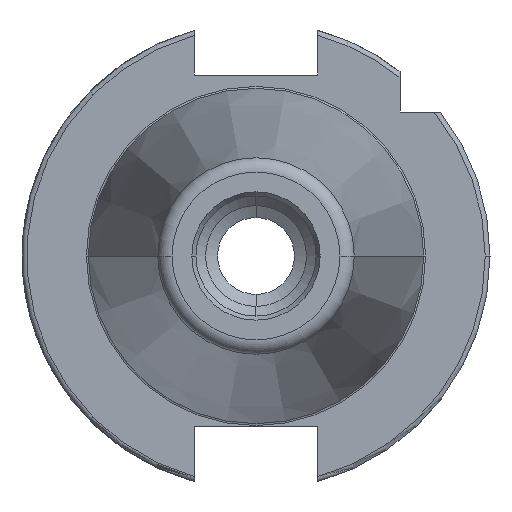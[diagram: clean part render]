
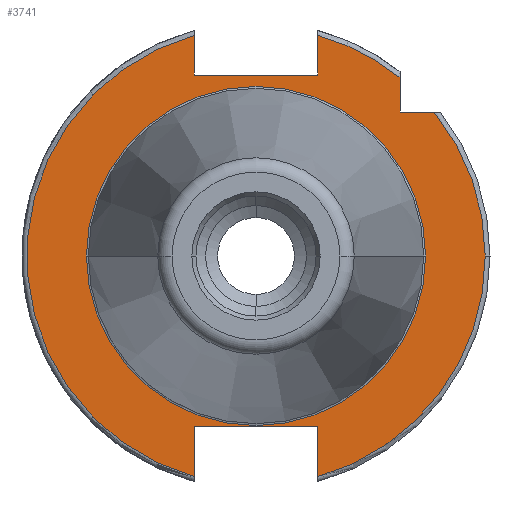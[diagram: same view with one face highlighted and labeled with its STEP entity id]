
A CAD part, left-side view. The second image highlights one B-rep face of the part: STEP entity #3741.
In plain terms, the highlighted planar face has unit normal (-1, 0, 0).
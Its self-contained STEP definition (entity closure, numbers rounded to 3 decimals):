
#24 = DIRECTION ( 'NONE',  ( 0., 0., -1. ) ) ;
#49 = ORIENTED_EDGE ( 'NONE', *, *, #3052, .F. ) ;
#83 = LINE ( 'NONE', #2751, #374 ) ;
#95 = EDGE_CURVE ( 'NONE', #4266, #3299, #83, .T. ) ;
#186 = DIRECTION ( 'NONE',  ( 0., -1., 0. ) ) ;
#189 = CARTESIAN_POINT ( 'NONE',  ( 3.2, 35.325, 0. ) ) ;
#201 = CARTESIAN_POINT ( 'NONE',  ( 3.2, -12.85, -35.5 ) ) ;
#244 = DIRECTION ( 'NONE',  ( 0., 0., 1. ) ) ;
#291 = VERTEX_POINT ( 'NONE', #327 ) ;
#299 = EDGE_LOOP ( 'NONE', ( #3926, #49 ) ) ;
#301 = CARTESIAN_POINT ( 'NONE',  ( 3.2, 12.85, -45.988 ) ) ;
#325 = AXIS2_PLACEMENT_3D ( 'NONE', #1640, #1346, #2685 ) ;
#327 = CARTESIAN_POINT ( 'NONE',  ( 3.2, -47.75, 0. ) ) ;
#351 = CARTESIAN_POINT ( 'NONE',  ( 3.2, -12.85, -45.988 ) ) ;
#374 = VECTOR ( 'NONE', #3442, 1000. ) ;
#430 = DIRECTION ( 'NONE',  ( 0., -1., 0. ) ) ;
#552 = EDGE_CURVE ( 'NONE', #3299, #4253, #2537, .T. ) ;
#564 = ORIENTED_EDGE ( 'NONE', *, *, #3991, .T. ) ;
#696 = VERTEX_POINT ( 'NONE', #1609 ) ;
#734 = LINE ( 'NONE', #1417, #2324 ) ;
#839 = EDGE_CURVE ( 'NONE', #291, #2768, #1854, .T. ) ;
#884 = EDGE_CURVE ( 'NONE', #2308, #4376, #3570, .T. ) ;
#915 = CARTESIAN_POINT ( 'NONE',  ( 3.2, 12.85, -35.5 ) ) ;
#942 = CARTESIAN_POINT ( 'NONE',  ( 3.2, -30., 37.149 ) ) ;
#950 = ORIENTED_EDGE ( 'NONE', *, *, #3565, .T. ) ;
#1056 = VERTEX_POINT ( 'NONE', #351 ) ;
#1061 = CARTESIAN_POINT ( 'NONE',  ( 3.2, -12.85, 45.988 ) ) ;
#1085 = DIRECTION ( 'NONE',  ( 0., -1., 0. ) ) ;
#1106 = AXIS2_PLACEMENT_3D ( 'NONE', #3348, #3622, #3645 ) ;
#1179 = ORIENTED_EDGE ( 'NONE', *, *, #552, .F. ) ;
#1185 = EDGE_CURVE ( 'NONE', #1457, #696, #1401, .T. ) ;
#1225 = DIRECTION ( 'NONE',  ( 0., -1., 0. ) ) ;
#1231 = DIRECTION ( 'NONE',  ( 0., 1., 0. ) ) ;
#1250 = CARTESIAN_POINT ( 'NONE',  ( 3.2, 12.85, -35.5 ) ) ;
#1346 = DIRECTION ( 'NONE',  ( -1., 0., 0. ) ) ;
#1364 = CARTESIAN_POINT ( 'NONE',  ( 3.2, 12.85, 37.7 ) ) ;
#1401 = CIRCLE ( 'NONE', #4040, 35.325 ) ;
#1417 = CARTESIAN_POINT ( 'NONE',  ( 3.2, -12.85, -35.5 ) ) ;
#1457 = VERTEX_POINT ( 'NONE', #3022 ) ;
#1554 = VERTEX_POINT ( 'NONE', #301 ) ;
#1584 = CARTESIAN_POINT ( 'NONE',  ( 3.2, -30., 38.426 ) ) ;
#1609 = CARTESIAN_POINT ( 'NONE',  ( 3.2, 35.325, 0. ) ) ;
#1640 = CARTESIAN_POINT ( 'NONE',  ( 3.2, 0., 0. ) ) ;
#1671 = CARTESIAN_POINT ( 'NONE',  ( 3.2, 0., 0. ) ) ;
#1704 = ORIENTED_EDGE ( 'NONE', *, *, #1890, .T. ) ;
#1770 = DIRECTION ( 'NONE',  ( -1., 0., 0. ) ) ;
#1777 = DIRECTION ( 'NONE',  ( -1., 0., 0. ) ) ;
#1805 = ORIENTED_EDGE ( 'NONE', *, *, #839, .T. ) ;
#1837 = CARTESIAN_POINT ( 'NONE',  ( 3.2, -12.85, 37.7 ) ) ;
#1854 = CIRCLE ( 'NONE', #4364, 47.75 ) ;
#1872 = FACE_BOUND ( 'NONE', #299, .T. ) ;
#1876 = EDGE_CURVE ( 'NONE', #4266, #2609, #3678, .T. ) ;
#1888 = DIRECTION ( 'NONE',  ( -1., 0., 0. ) ) ;
#1890 = EDGE_CURVE ( 'NONE', #2609, #1554, #3441, .T. ) ;
#1940 = CARTESIAN_POINT ( 'NONE',  ( 3.2, 0., 0. ) ) ;
#1979 = DIRECTION ( 'NONE',  ( -1., 0., 0. ) ) ;
#2024 = DIRECTION ( 'NONE',  ( 0., -1., 0. ) ) ;
#2025 = CARTESIAN_POINT ( 'NONE',  ( 3.2, 12.85, 37.7 ) ) ;
#2057 = CARTESIAN_POINT ( 'NONE',  ( 3.2, 0., 0. ) ) ;
#2061 = EDGE_CURVE ( 'NONE', #3211, #2768, #2430, .T. ) ;
#2270 = VERTEX_POINT ( 'NONE', #942 ) ;
#2286 = VECTOR ( 'NONE', #430, 1000. ) ;
#2308 = VERTEX_POINT ( 'NONE', #1250 ) ;
#2324 = VECTOR ( 'NONE', #3782, 1000. ) ;
#2430 = LINE ( 'NONE', #3482, #2286 ) ;
#2433 = CIRCLE ( 'NONE', #1106, 47.75 ) ;
#2495 = CIRCLE ( 'NONE', #3657, 47.75 ) ;
#2537 = LINE ( 'NONE', #1837, #2879 ) ;
#2609 = VERTEX_POINT ( 'NONE', #2846 ) ;
#2685 = DIRECTION ( 'NONE',  ( 0., -1., 0. ) ) ;
#2737 = CARTESIAN_POINT ( 'NONE',  ( 3.2, -30., 30. ) ) ;
#2751 = CARTESIAN_POINT ( 'NONE',  ( 3.2, 12.85, 37.7 ) ) ;
#2759 = CARTESIAN_POINT ( 'NONE',  ( 3.2, -12.85, 37.7 ) ) ;
#2768 = VERTEX_POINT ( 'NONE', #2945 ) ;
#2794 = VECTOR ( 'NONE', #186, 1000. ) ;
#2846 = CARTESIAN_POINT ( 'NONE',  ( 3.2, 12.85, 45.988 ) ) ;
#2879 = VECTOR ( 'NONE', #3275, 1000. ) ;
#2907 = DIRECTION ( 'NONE',  ( 0., 0., -1. ) ) ;
#2913 = ORIENTED_EDGE ( 'NONE', *, *, #3841, .T. ) ;
#2916 = PLANE ( 'NONE',  #3729 ) ;
#2917 = VECTOR ( 'NONE', #2907, 1000. ) ;
#2945 = CARTESIAN_POINT ( 'NONE',  ( 3.2, -37.149, 30. ) ) ;
#3008 = LINE ( 'NONE', #4354, #4221 ) ;
#3022 = CARTESIAN_POINT ( 'NONE',  ( 3.2, -35.325, 0. ) ) ;
#3039 = AXIS2_PLACEMENT_3D ( 'NONE', #1671, #1979, #2024 ) ;
#3052 = EDGE_CURVE ( 'NONE', #696, #1457, #4382, .T. ) ;
#3211 = VERTEX_POINT ( 'NONE', #2737 ) ;
#3240 = FACE_OUTER_BOUND ( 'NONE', #4353, .T. ) ;
#3275 = DIRECTION ( 'NONE',  ( 0., 0., 1. ) ) ;
#3299 = VERTEX_POINT ( 'NONE', #2759 ) ;
#3348 = CARTESIAN_POINT ( 'NONE',  ( 3.2, 0., 0. ) ) ;
#3415 = DIRECTION ( 'NONE',  ( 0., -1., 0. ) ) ;
#3441 = CIRCLE ( 'NONE', #325, 47.75 ) ;
#3442 = DIRECTION ( 'NONE',  ( 0., -1., 0. ) ) ;
#3482 = CARTESIAN_POINT ( 'NONE',  ( 3.2, -30., 30. ) ) ;
#3483 = ORIENTED_EDGE ( 'NONE', *, *, #884, .T. ) ;
#3493 = CARTESIAN_POINT ( 'NONE',  ( 3.2, 0., 0. ) ) ;
#3565 = EDGE_CURVE ( 'NONE', #2270, #4253, #2495, .T. ) ;
#3570 = LINE ( 'NONE', #915, #2794 ) ;
#3607 = ORIENTED_EDGE ( 'NONE', *, *, #4075, .F. ) ;
#3622 = DIRECTION ( 'NONE',  ( -1., 0., 0. ) ) ;
#3645 = DIRECTION ( 'NONE',  ( 0., -1., 0. ) ) ;
#3657 = AXIS2_PLACEMENT_3D ( 'NONE', #2057, #1777, #3415 ) ;
#3678 = LINE ( 'NONE', #1364, #4371 ) ;
#3729 = AXIS2_PLACEMENT_3D ( 'NONE', #189, #4264, #1231 ) ;
#3741 = ADVANCED_FACE ( 'NONE', ( #1872, #3240 ), #2916, .F. ) ;
#3752 = ORIENTED_EDGE ( 'NONE', *, *, #3898, .F. ) ;
#3782 = DIRECTION ( 'NONE',  ( 0., 0., -1. ) ) ;
#3841 = EDGE_CURVE ( 'NONE', #1056, #291, #2433, .T. ) ;
#3898 = EDGE_CURVE ( 'NONE', #2308, #1554, #3008, .T. ) ;
#3926 = ORIENTED_EDGE ( 'NONE', *, *, #1185, .F. ) ;
#3951 = LINE ( 'NONE', #1584, #2917 ) ;
#3991 = EDGE_CURVE ( 'NONE', #4376, #1056, #734, .T. ) ;
#4040 = AXIS2_PLACEMENT_3D ( 'NONE', #3493, #1770, #1085 ) ;
#4054 = ORIENTED_EDGE ( 'NONE', *, *, #1876, .T. ) ;
#4075 = EDGE_CURVE ( 'NONE', #2270, #3211, #3951, .T. ) ;
#4150 = ORIENTED_EDGE ( 'NONE', *, *, #2061, .F. ) ;
#4216 = ORIENTED_EDGE ( 'NONE', *, *, #95, .F. ) ;
#4221 = VECTOR ( 'NONE', #24, 1000. ) ;
#4253 = VERTEX_POINT ( 'NONE', #1061 ) ;
#4264 = DIRECTION ( 'NONE',  ( 1., 0., 0. ) ) ;
#4266 = VERTEX_POINT ( 'NONE', #2025 ) ;
#4353 = EDGE_LOOP ( 'NONE', ( #3752, #3483, #564, #2913, #1805, #4150, #3607, #950, #1179, #4216, #4054, #1704 ) ) ;
#4354 = CARTESIAN_POINT ( 'NONE',  ( 3.2, 12.85, -35.5 ) ) ;
#4364 = AXIS2_PLACEMENT_3D ( 'NONE', #1940, #1888, #1225 ) ;
#4371 = VECTOR ( 'NONE', #244, 1000. ) ;
#4376 = VERTEX_POINT ( 'NONE', #201 ) ;
#4382 = CIRCLE ( 'NONE', #3039, 35.325 ) ;
